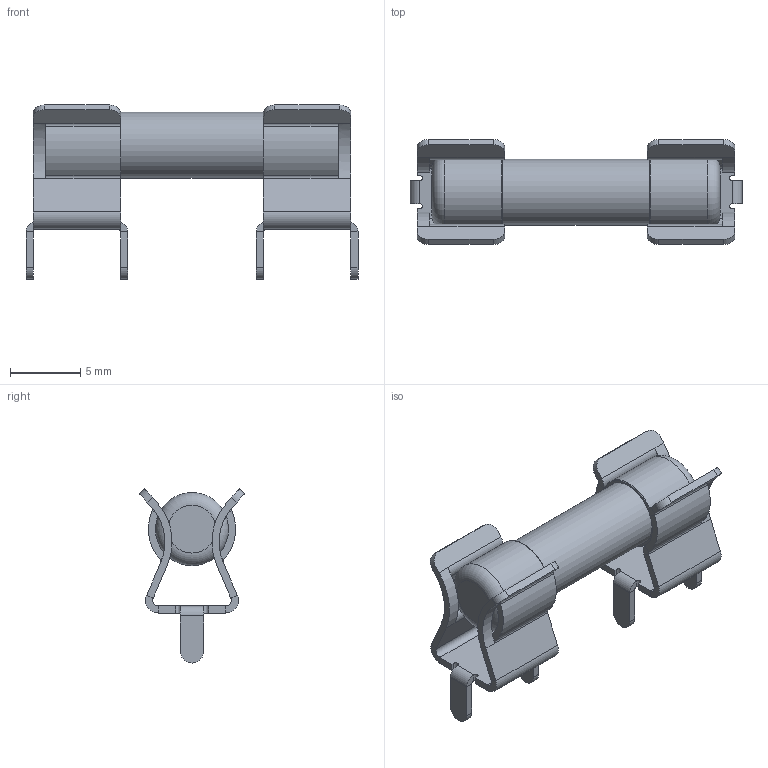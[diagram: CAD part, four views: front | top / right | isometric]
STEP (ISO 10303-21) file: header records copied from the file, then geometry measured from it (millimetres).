
FILE_DESCRIPTION(('STEP AP214'), '1');
FILE_NAME('FC-201-22_5TT', '2017-04-09T04:36:20', ('Nobody'), (''), 'ASCON STEP Converter 1.3', 'ASCON Math Kernel', '');
FILE_SCHEMA(('AUTOMOTIVE_DESIGN { 1 0 10303 214 3 1 1}'));
Length unit declared in the file: millimetre
Assembly tree (2 placements, depth 2):
  (unnamed)
    (unnamed)
    (unnamed)
Bounding box: 23.62 x 7.47 x 12.39 mm (x, y, z)
Volume: 323.3 mm3; surface area: 1616.6 mm2
Topology: 6 solids, 6 shells, 203 faces, 461 edges, 264 vertices
Faces by surface type: plane 122, cylinder 75, torus 6
Full cylindrical faces by diameter (mm): 0.1 x1, 3.7 x1, 4.7 x1, 4.8 x2, 5.2 x2
Entity records: 7347 total; most frequent: DIRECTION 1044, CARTESIAN_POINT 914, ORIENTED_EDGE 888, EDGE_CURVE 444, AXIS2_PLACEMENT_3D 390, LINE 264, VECTOR 264, VERTEX_POINT 260
